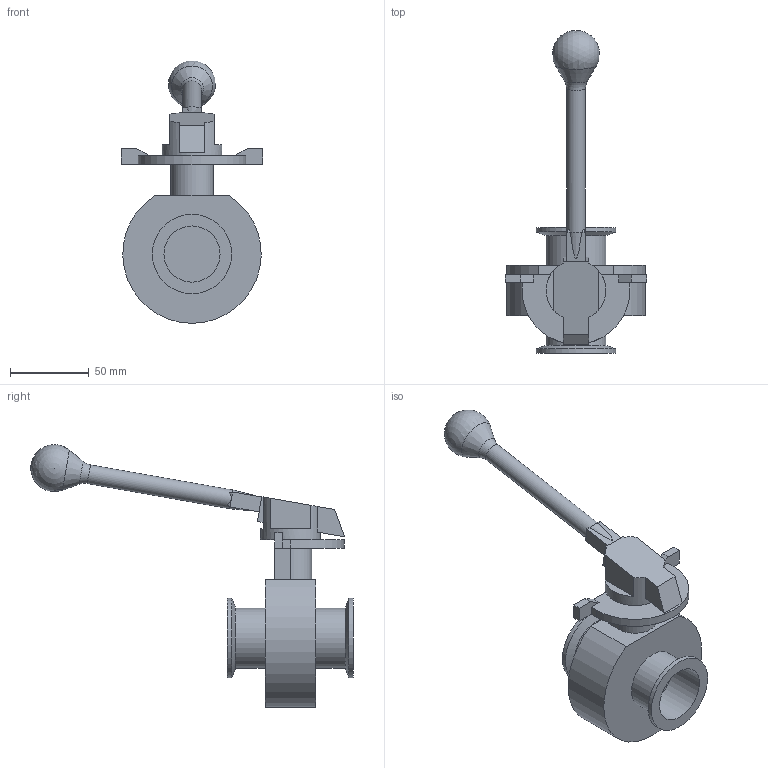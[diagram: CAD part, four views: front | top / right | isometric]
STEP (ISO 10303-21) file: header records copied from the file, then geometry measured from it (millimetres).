
FILE_DESCRIPTION(/* description */ (''),/* implementation_level */ '2;1');
FILE_NAME(/* name */ 'BVL_CXC_15_0.stp',/* time_stamp */ '2021-08-19T16:10:45+09:00',/* author */ ('j'),/* organization */ (''),/* preprocessor_version */ 'ST-DEVELOPER v18.1',/* originating_system */ 'Autodesk Inventor 2021',/* authorisation */ '');
FILE_SCHEMA (('AUTOMOTIVE_DESIGN { 1 0 10303 214 3 1 1 }'));
Length unit declared in the file: millimetre
Products named in the file (4): BVL_CXC_15_0; 手動BVボディー; BV用継手_C_15; 手動BVハンドル
Assembly tree (4 placements, depth 2):
  BVL_CXC_15_0
    手動BVボディー
    BV用継手_C_15  x2
    手動BVハンドル
Bounding box: 90 x 205.01 x 166.83 mm (x, y, z)
Volume: 282790.1 mm3; surface area: 57035.4 mm2
Topology: 4 solids, 4 shells, 69 faces, 168 edges, 108 vertices
Faces by surface type: plane 43, cylinder 11, bspline 8, cone 5, torus 1, sphere 1
Full cylindrical faces by diameter (mm): 12 x1, 35.7 x2, 38 x1, 38.1 x2, 50.5 x2
Entity records: 2136 total; most frequent: CARTESIAN_POINT 501, ORIENTED_EDGE 312, DIRECTION 300, EDGE_CURVE 156, LINE 114, VECTOR 114, VERTEX_POINT 102, AXIS2_PLACEMENT_3D 93
